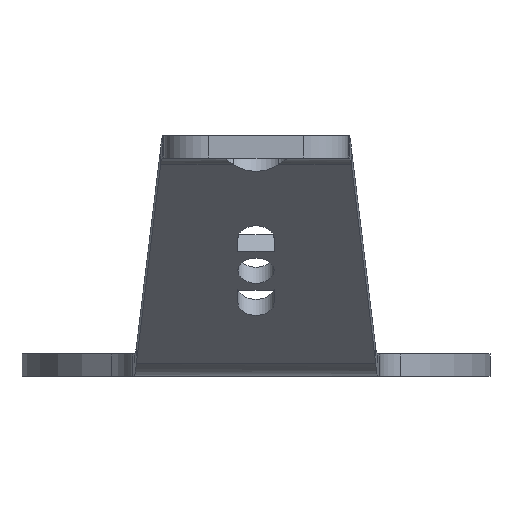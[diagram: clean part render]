
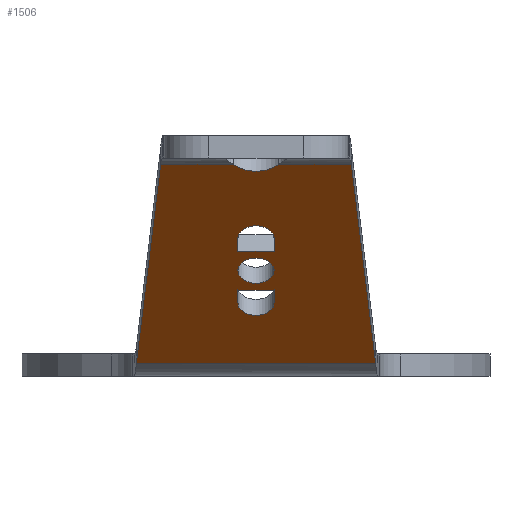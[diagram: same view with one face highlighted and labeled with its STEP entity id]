
A CAD part, left-side view. The second image highlights one B-rep face of the part: STEP entity #1506.
In plain terms, the highlighted planar face has unit normal (-0.695, 0, -0.719).
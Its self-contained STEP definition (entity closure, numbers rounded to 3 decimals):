
#33=FACE_BOUND('',#369,.T.);
#34=FACE_BOUND('',#370,.T.);
#35=FACE_BOUND('',#371,.T.);
#114=CIRCLE('',#1646,3.25);
#115=CIRCLE('',#1650,3.25);
#118=CIRCLE('',#1654,3.25);
#119=CIRCLE('',#1659,5.5);
#147=PLANE('',#1672);
#272=FACE_OUTER_BOUND('',#368,.T.);
#368=EDGE_LOOP('',(#1389,#1390,#1391,#1392,#1393,#1394));
#369=EDGE_LOOP('',(#1395,#1396,#1397,#1398));
#370=EDGE_LOOP('',(#1399));
#371=EDGE_LOOP('',(#1400,#1401,#1402,#1403));
#385=LINE('',#2337,#505);
#461=LINE('',#2639,#581);
#465=LINE('',#2651,#585);
#468=LINE('',#2655,#588);
#472=LINE('',#2674,#592);
#475=LINE('',#2680,#595);
#478=LINE('',#2684,#598);
#486=LINE('',#2989,#606);
#489=LINE('',#3033,#609);
#494=LINE('',#3286,#614);
#495=LINE('',#3288,#615);
#505=VECTOR('',#1687,10.);
#581=VECTOR('',#2015,10.);
#585=VECTOR('',#2027,10.);
#588=VECTOR('',#2032,10.);
#592=VECTOR('',#2050,10.);
#595=VECTOR('',#2055,10.);
#598=VECTOR('',#2060,10.);
#606=VECTOR('',#2082,10.);
#609=VECTOR('',#2095,10.);
#614=VECTOR('',#2104,10.);
#615=VECTOR('',#2107,10.);
#629=VERTEX_POINT('',#2199);
#636=VERTEX_POINT('',#2311);
#739=VERTEX_POINT('',#2636);
#740=VERTEX_POINT('',#2638);
#742=VERTEX_POINT('',#2644);
#744=VERTEX_POINT('',#2650);
#745=VERTEX_POINT('',#2657);
#749=VERTEX_POINT('',#2665);
#750=VERTEX_POINT('',#2667);
#752=VERTEX_POINT('',#2673);
#754=VERTEX_POINT('',#2679);
#757=VERTEX_POINT('',#2689);
#758=VERTEX_POINT('',#2691);
#763=VERTEX_POINT('',#2789);
#768=VERTEX_POINT('',#3014);
#783=EDGE_CURVE('',#629,#636,#385,.T.);
#933=EDGE_CURVE('',#740,#739,#461,.T.);
#936=EDGE_CURVE('',#742,#740,#114,.T.);
#939=EDGE_CURVE('',#744,#742,#465,.T.);
#942=EDGE_CURVE('',#739,#744,#468,.T.);
#943=EDGE_CURVE('',#745,#745,#115,.T.);
#947=EDGE_CURVE('',#750,#749,#118,.T.);
#950=EDGE_CURVE('',#752,#750,#472,.T.);
#953=EDGE_CURVE('',#754,#752,#475,.T.);
#956=EDGE_CURVE('',#749,#754,#478,.T.);
#959=EDGE_CURVE('',#758,#757,#119,.T.);
#972=EDGE_CURVE('',#757,#763,#486,.T.);
#981=EDGE_CURVE('',#768,#758,#489,.T.);
#986=EDGE_CURVE('',#768,#636,#494,.T.);
#987=EDGE_CURVE('',#629,#763,#495,.T.);
#1389=ORIENTED_EDGE('',*,*,#783,.T.);
#1390=ORIENTED_EDGE('',*,*,#986,.F.);
#1391=ORIENTED_EDGE('',*,*,#981,.T.);
#1392=ORIENTED_EDGE('',*,*,#959,.T.);
#1393=ORIENTED_EDGE('',*,*,#972,.T.);
#1394=ORIENTED_EDGE('',*,*,#987,.F.);
#1395=ORIENTED_EDGE('',*,*,#956,.T.);
#1396=ORIENTED_EDGE('',*,*,#953,.T.);
#1397=ORIENTED_EDGE('',*,*,#950,.T.);
#1398=ORIENTED_EDGE('',*,*,#947,.T.);
#1399=ORIENTED_EDGE('',*,*,#943,.T.);
#1400=ORIENTED_EDGE('',*,*,#942,.T.);
#1401=ORIENTED_EDGE('',*,*,#939,.T.);
#1402=ORIENTED_EDGE('',*,*,#936,.T.);
#1403=ORIENTED_EDGE('',*,*,#933,.T.);
#1506=ADVANCED_FACE('',(#272,#33,#34,#35),#147,.F.);
#1646=AXIS2_PLACEMENT_3D('',#2645,#2021,#2022);
#1650=AXIS2_PLACEMENT_3D('',#2658,#2035,#2036);
#1654=AXIS2_PLACEMENT_3D('',#2668,#2044,#2045);
#1659=AXIS2_PLACEMENT_3D('',#2692,#2065,#2066);
#1672=AXIS2_PLACEMENT_3D('',#3287,#2105,#2106);
#1687=DIRECTION('',(0.,-1.,0.));
#2015=DIRECTION('',(-0.719,0.,0.695));
#2021=DIRECTION('center_axis',(0.695,0.,0.719));
#2022=DIRECTION('ref_axis',(0.,1.,0.));
#2027=DIRECTION('',(0.719,0.,-0.695));
#2032=DIRECTION('',(0.,-1.,0.));
#2035=DIRECTION('center_axis',(0.695,0.,0.719));
#2036=DIRECTION('ref_axis',(-0.719,0.,0.695));
#2044=DIRECTION('center_axis',(0.695,0.,0.719));
#2045=DIRECTION('ref_axis',(0.,1.,0.));
#2050=DIRECTION('',(-0.719,0.,0.695));
#2055=DIRECTION('',(0.,1.,0.));
#2060=DIRECTION('',(0.719,0.,-0.695));
#2065=DIRECTION('center_axis',(0.695,0.,0.719));
#2066=DIRECTION('ref_axis',(0.,-1.,0.));
#2082=DIRECTION('',(0.,1.,0.));
#2095=DIRECTION('',(0.,1.,0.));
#2104=DIRECTION('',(0.717,-0.084,-0.692));
#2105=DIRECTION('center_axis',(0.695,0.,0.719));
#2106=DIRECTION('ref_axis',(0.719,0.,-0.695));
#2107=DIRECTION('',(-0.717,-0.084,0.692));
#2199=CARTESIAN_POINT('',(-48.896,21.458,2.245));
#2311=CARTESIAN_POINT('',(-48.896,-21.458,2.245));
#2337=CARTESIAN_POINT('',(-48.896,10.729,2.245));
#2636=CARTESIAN_POINT('',(-62.555,3.25,15.436));
#2638=CARTESIAN_POINT('',(-60.217,3.25,13.178));
#2639=CARTESIAN_POINT('',(-53.806,3.25,6.988));
#2644=CARTESIAN_POINT('',(-60.217,-3.25,13.178));
#2645=CARTESIAN_POINT('Origin',(-60.217,0.,
13.178));
#2650=CARTESIAN_POINT('',(-62.555,-3.25,15.436));
#2651=CARTESIAN_POINT('',(-52.637,-3.25,5.859));
#2655=CARTESIAN_POINT('',(-62.555,-1.625,15.436));
#2657=CARTESIAN_POINT('',(-63.849,0.,16.686));
#2658=CARTESIAN_POINT('Origin',(-66.187,0.,18.944));
#2665=CARTESIAN_POINT('',(-72.158,-3.25,24.709));
#2667=CARTESIAN_POINT('',(-72.158,3.25,24.709));
#2668=CARTESIAN_POINT('Origin',(-72.158,0.,
24.709));
#2673=CARTESIAN_POINT('',(-69.82,3.25,22.452));
#2674=CARTESIAN_POINT('',(-58.608,3.25,11.624));
#2679=CARTESIAN_POINT('',(-69.82,-3.25,22.452));
#2680=CARTESIAN_POINT('',(-69.82,1.625,22.452));
#2684=CARTESIAN_POINT('',(-57.439,-3.25,10.496));
#2689=CARTESIAN_POINT('',(-85.925,4.059,38.004));
#2691=CARTESIAN_POINT('',(-85.925,-4.059,38.004));
#2692=CARTESIAN_POINT('Origin',(-88.595,0.,
40.582));
#2789=CARTESIAN_POINT('',(-85.925,17.094,38.004));
#2989=CARTESIAN_POINT('',(-85.925,2.029,38.004));
#3014=CARTESIAN_POINT('',(-85.925,-17.094,38.004));
#3033=CARTESIAN_POINT('',(-85.925,-8.547,38.004));
#3286=CARTESIAN_POINT('',(-90.969,-16.5,42.875));
#3287=CARTESIAN_POINT('Origin',(-45.058,0.,
-1.46));
#3288=CARTESIAN_POINT('',(-40.05,22.5,-6.297));
